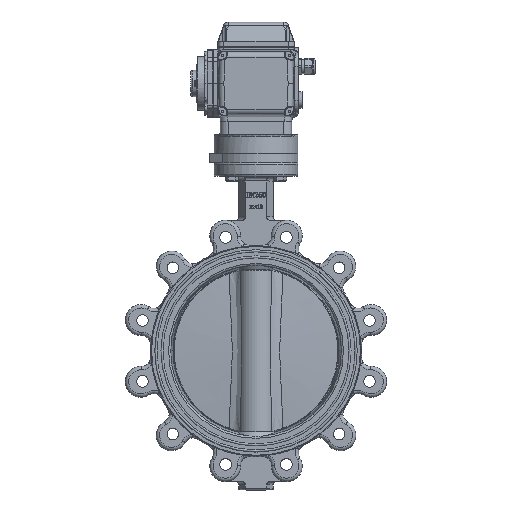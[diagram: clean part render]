
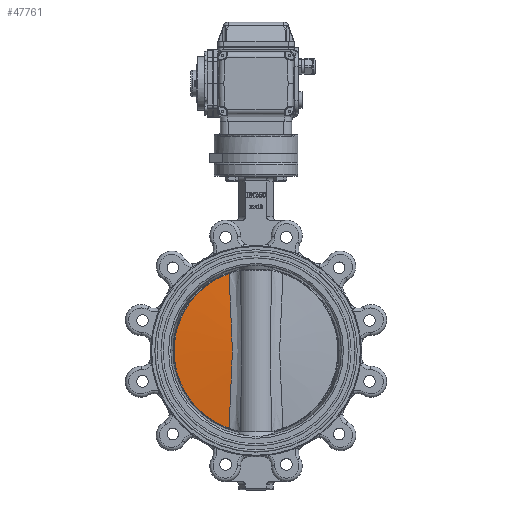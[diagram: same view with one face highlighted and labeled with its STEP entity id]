
A CAD part, top view. The second image highlights one B-rep face of the part: STEP entity #47761.
In plain terms, the highlighted conical face has half-angle 86.5 degrees and reference radius 123.225 mm.
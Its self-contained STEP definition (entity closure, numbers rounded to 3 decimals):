
#571=CONICAL_SURFACE('',#51084,123.225,1.51);
#2644=CIRCLE('',#51085,122.066);
#13490=ORIENTED_EDGE('',*,*,#25392,.T.);
#13491=ORIENTED_EDGE('',*,*,#25393,.T.);
#25392=EDGE_CURVE('',#31522,#31523,#35228,.T.);
#25393=EDGE_CURVE('',#31523,#31522,#2644,.F.);
#31522=VERTEX_POINT('',#76512);
#31523=VERTEX_POINT('',#76513);
#35228=B_SPLINE_CURVE_WITH_KNOTS('',3,(#76501,#76502,#76503,#76504,#76505,
#76506,#76507,#76508,#76509,#76510,#76511),.UNSPECIFIED.,.F.,.F.,(4,1,1,
1,1,1,1,1,4),(0.001,0.03,0.059,
0.088,0.117,0.146,0.174,
0.203,0.232),.UNSPECIFIED.);
#36496=EDGE_LOOP('',(#13490,#13491));
#39734=FACE_BOUND('',#36496,.T.);
#47761=ADVANCED_FACE('',(#39734),#571,.T.);
#51084=AXIS2_PLACEMENT_3D('',#76500,#57436,#57437);
#51085=AXIS2_PLACEMENT_3D('',#76514,#57438,#57439);
#57436=DIRECTION('',(0.,1.,0.));
#57437=DIRECTION('',(0.,0.,1.));
#57438=DIRECTION('',(0.,1.,0.));
#57439=DIRECTION('',(0.,0.,1.));
#76500=CARTESIAN_POINT('',(0.,-4.,0.));
#76501=CARTESIAN_POINT('',(-39.99,-4.071,-115.329));
#76502=CARTESIAN_POINT('',(-39.63,-4.633,-105.729));
#76503=CARTESIAN_POINT('',(-38.87,-5.747,-86.529));
#76504=CARTESIAN_POINT('',(-37.623,-7.348,-57.729));
#76505=CARTESIAN_POINT('',(-36.253,-8.799,-28.935));
#76506=CARTESIAN_POINT('',(-35.134,-9.647,-0.076));
#76507=CARTESIAN_POINT('',(-36.247,-8.804,28.826));
#76508=CARTESIAN_POINT('',(-37.62,-7.352,57.657));
#76509=CARTESIAN_POINT('',(-38.869,-5.749,86.494));
#76510=CARTESIAN_POINT('',(-39.629,-4.634,105.717));
#76511=CARTESIAN_POINT('',(-39.99,-4.071,115.329));
#76512=CARTESIAN_POINT('',(-39.99,-4.071,-115.329));
#76513=CARTESIAN_POINT('',(-39.99,-4.071,115.329));
#76514=CARTESIAN_POINT('',(0.,-4.071,0.));
